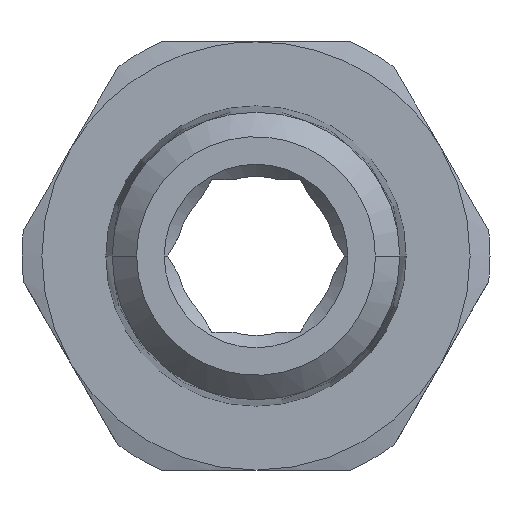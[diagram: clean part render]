
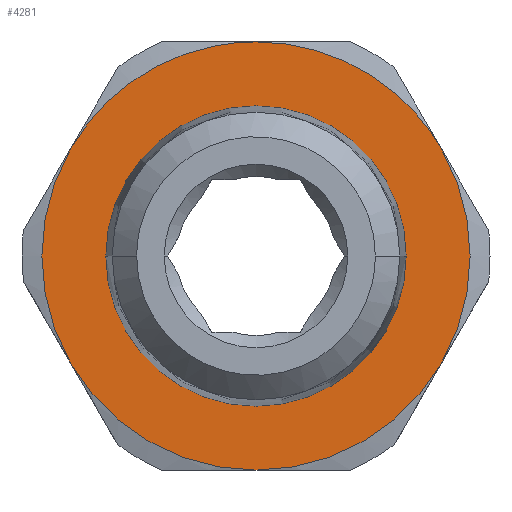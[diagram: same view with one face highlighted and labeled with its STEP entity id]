
A CAD part, front view. The second image highlights one B-rep face of the part: STEP entity #4281.
In plain terms, the highlighted planar face has unit normal (0, -1, 0).
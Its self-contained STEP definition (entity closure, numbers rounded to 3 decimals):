
#214=CARTESIAN_POINT('Vertex',(6.062,0.,-3.5)) ;
#2783=CARTESIAN_POINT('Vertex',(0.,0.,-7.)) ;
#2927=CARTESIAN_POINT('Vertex',(-6.062,0.,-3.5)) ;
#3957=CARTESIAN_POINT('Axis2P3D Location',(0.,0.,0.)) ;
#3961=CARTESIAN_POINT('Vertex',(4.909,0.,0.)) ;
#3963=CARTESIAN_POINT('Vertex',(-4.909,0.,0.)) ;
#3988=CARTESIAN_POINT('Axis2P3D Location',(0.,0.,0.)) ;
#4011=CARTESIAN_POINT('Vertex',(6.062,0.,3.5)) ;
#4014=CARTESIAN_POINT('Axis2P3D Location',(0.,0.,0.)) ;
#4032=CARTESIAN_POINT('Axis2P3D Location',(0.,0.,0.)) ;
#4049=CARTESIAN_POINT('Axis2P3D Location',(0.,0.,0.)) ;
#4073=CARTESIAN_POINT('Axis2P3D Location',(0.,0.,0.)) ;
#4077=CARTESIAN_POINT('Vertex',(-6.062,0.,3.5)) ;
#4234=CARTESIAN_POINT('Axis2P3D Location',(0.,0.,0.)) ;
#4240=CARTESIAN_POINT('Control Point',(0.,0.,7.)) ;
#4241=CARTESIAN_POINT('Control Point',(0.648,0.,7.)) ;
#4242=CARTESIAN_POINT('Control Point',(1.296,0.,6.925)) ;
#4243=CARTESIAN_POINT('Control Point',(1.933,0.,6.775)) ;
#4244=CARTESIAN_POINT('Control Point',(3.159,0.,6.33)) ;
#4245=CARTESIAN_POINT('Control Point',(4.252,0.,5.617)) ;
#4246=CARTESIAN_POINT('Control Point',(4.755,0.,5.199)) ;
#4247=CARTESIAN_POINT('Control Point',(5.322,0.,4.602)) ;
#4248=CARTESIAN_POINT('Control Point',(5.794,0.,3.934)) ;
#4249=CARTESIAN_POINT('Control Point',(5.888,0.,3.792)) ;
#4250=CARTESIAN_POINT('Control Point',(5.977,0.,3.647)) ;
#4251=CARTESIAN_POINT('Control Point',(6.062,0.,3.5)) ;
#4252=CARTESIAN_POINT('Vertex',(0.,0.,7.)) ;
#4256=CARTESIAN_POINT('Control Point',(-6.062,0.,3.5)) ;
#4257=CARTESIAN_POINT('Control Point',(-5.738,0.,4.061)) ;
#4258=CARTESIAN_POINT('Control Point',(-5.349,0.,4.585)) ;
#4259=CARTESIAN_POINT('Control Point',(-4.901,0.,5.061)) ;
#4260=CARTESIAN_POINT('Control Point',(-3.903,0.,5.901)) ;
#4261=CARTESIAN_POINT('Control Point',(-2.739,0.,6.491)) ;
#4262=CARTESIAN_POINT('Control Point',(-2.125,0.,6.717)) ;
#4263=CARTESIAN_POINT('Control Point',(-1.325,0.,6.91)) ;
#4264=CARTESIAN_POINT('Control Point',(-0.51,0.,6.985)) ;
#4265=CARTESIAN_POINT('Control Point',(-0.34,0.,6.995)) ;
#4266=CARTESIAN_POINT('Control Point',(-0.17,0.,7.)) ;
#4267=CARTESIAN_POINT('Control Point',(0.,0.,7.)) ;
#3958=DIRECTION('Axis2P3D Direction',(-0.,1.,0.)) ;
#3989=DIRECTION('Axis2P3D Direction',(-0.,1.,0.)) ;
#4015=DIRECTION('Axis2P3D Direction',(0.,1.,0.)) ;
#4033=DIRECTION('Axis2P3D Direction',(0.,1.,0.)) ;
#4050=DIRECTION('Axis2P3D Direction',(0.,1.,0.)) ;
#4074=DIRECTION('Axis2P3D Direction',(0.,1.,0.)) ;
#4235=DIRECTION('Axis2P3D Direction',(0.,-1.,0.)) ;
#4236=DIRECTION('Axis2P3D XDirection',(0.,0.,1.)) ;
#3959=AXIS2_PLACEMENT_3D('Circle Axis2P3D',#3957,#3958,$) ;
#3990=AXIS2_PLACEMENT_3D('Circle Axis2P3D',#3988,#3989,$) ;
#4016=AXIS2_PLACEMENT_3D('Circle Axis2P3D',#4014,#4015,$) ;
#4034=AXIS2_PLACEMENT_3D('Circle Axis2P3D',#4032,#4033,$) ;
#4051=AXIS2_PLACEMENT_3D('Circle Axis2P3D',#4049,#4050,$) ;
#4075=AXIS2_PLACEMENT_3D('Circle Axis2P3D',#4073,#4074,$) ;
#4237=AXIS2_PLACEMENT_3D('Plane Axis2P3D',#4234,#4235,#4236) ;
#4270=ORIENTED_EDGE('',*,*,#4079,.F.) ;
#4271=ORIENTED_EDGE('',*,*,#4053,.F.) ;
#4272=ORIENTED_EDGE('',*,*,#4036,.F.) ;
#4273=ORIENTED_EDGE('',*,*,#4018,.F.) ;
#4274=ORIENTED_EDGE('',*,*,#4254,.F.) ;
#4275=ORIENTED_EDGE('',*,*,#4268,.F.) ;
#4278=ORIENTED_EDGE('',*,*,#3992,.T.) ;
#4279=ORIENTED_EDGE('',*,*,#3965,.F.) ;
#4280=FACE_BOUND('',#4277,.T.) ;
#4281=ADVANCED_FACE('PN510B-08R18',(#4276,#4280),#4238,.T.) ;
#4239=B_SPLINE_CURVE_WITH_KNOTS('',5,(#4240,#4241,#4242,#4243,#4244,#4245,#4246,#4247,#4248,#4249,#4250,#4251),.UNSPECIFIED.,.F.,.U.,(6,3,3,6),(0.,4.583,9.165,10.366),.UNSPECIFIED.) ;
#4255=B_SPLINE_CURVE_WITH_KNOTS('',5,(#4256,#4257,#4258,#4259,#4260,#4261,#4262,#4263,#4264,#4265,#4266,#4267),.UNSPECIFIED.,.F.,.U.,(6,3,3,6),(0.,4.583,9.165,10.366),.UNSPECIFIED.) ;
#3960=CIRCLE('generated circle',#3959,4.909) ;
#3991=CIRCLE('generated circle',#3990,4.909) ;
#4017=CIRCLE('generated circle',#4016,7.) ;
#4035=CIRCLE('generated circle',#4034,7.) ;
#4052=CIRCLE('generated circle',#4051,7.) ;
#4076=CIRCLE('generated circle',#4075,7.) ;
#3965=EDGE_CURVE('',#3962,#3964,#3960,.F.) ;
#3992=EDGE_CURVE('',#3962,#3964,#3991,.T.) ;
#4018=EDGE_CURVE('',#4012,#215,#4017,.T.) ;
#4036=EDGE_CURVE('',#215,#2784,#4035,.T.) ;
#4053=EDGE_CURVE('',#2784,#2928,#4052,.T.) ;
#4079=EDGE_CURVE('',#2928,#4078,#4076,.T.) ;
#4254=EDGE_CURVE('',#4253,#4012,#4239,.T.) ;
#4268=EDGE_CURVE('',#4078,#4253,#4255,.T.) ;
#4269=EDGE_LOOP('',(#4270,#4271,#4272,#4273,#4274,#4275)) ;
#4277=EDGE_LOOP('',(#4278,#4279)) ;
#4276=FACE_OUTER_BOUND('',#4269,.T.) ;
#4238=PLANE('',#4237) ;
#215=VERTEX_POINT('',#214) ;
#2784=VERTEX_POINT('',#2783) ;
#2928=VERTEX_POINT('',#2927) ;
#3962=VERTEX_POINT('',#3961) ;
#3964=VERTEX_POINT('',#3963) ;
#4012=VERTEX_POINT('',#4011) ;
#4078=VERTEX_POINT('',#4077) ;
#4253=VERTEX_POINT('',#4252) ;
